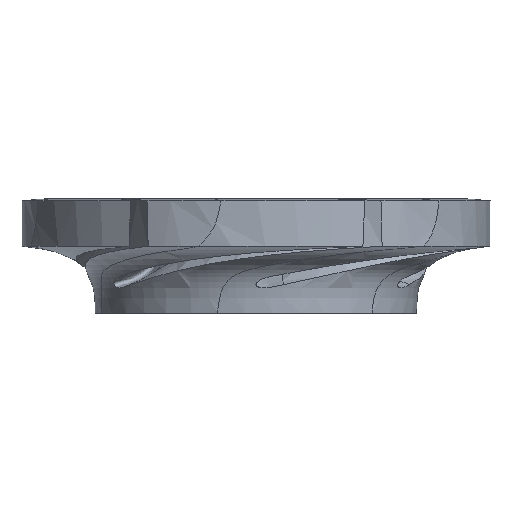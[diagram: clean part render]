
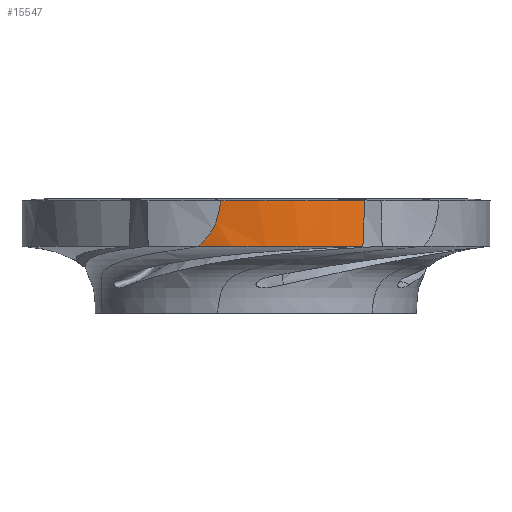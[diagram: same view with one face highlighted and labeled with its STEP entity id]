
A CAD part, left-side view. The second image highlights one B-rep face of the part: STEP entity #15547.
In plain terms, the highlighted cylindrical face has radius 20.825 mm (diameter 41.649 mm), a partial arc.
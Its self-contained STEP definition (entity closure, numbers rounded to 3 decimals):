
#13003 = VERTEX_POINT('',#13004);
#13004 = CARTESIAN_POINT('',(-20.589,3.121,
    10.003));
#13729 = VERTEX_POINT('',#13730);
#13730 = CARTESIAN_POINT('',(-18.447,-9.664,
    10.003));
#13931 = EDGE_CURVE('',#13003,#13729,#13932,.T.);
#13932 = CIRCLE('',#13933,20.825);
#13933 = AXIS2_PLACEMENT_3D('',#13934,#13935,#13936);
#13934 = CARTESIAN_POINT('',(0.,0.,10.003));
#13935 = DIRECTION('',(-0.,0.,1.));
#13936 = DIRECTION('',(0.974,-0.229,0.));
#14635 = EDGE_CURVE('',#13729,#14636,#14638,.T.);
#14636 = VERTEX_POINT('',#14637);
#14637 = CARTESIAN_POINT('',(-18.529,-9.506,
    5.963));
#14638 = B_SPLINE_CURVE_WITH_KNOTS('',5,(#14639,#14640,#14641,#14642,
    #14643,#14644,#14645,#14646,#14647,#14648),.UNSPECIFIED.,.F.,.F.,(6,
    4,6),(0.,0.435,1.),.UNSPECIFIED.);
#14639 = CARTESIAN_POINT('',(-18.447,-9.664,
    10.003));
#14640 = CARTESIAN_POINT('',(-18.451,-9.655,
    9.651));
#14641 = CARTESIAN_POINT('',(-18.456,-9.647,
    9.3));
#14642 = CARTESIAN_POINT('',(-18.46,-9.637,
    8.949));
#14643 = CARTESIAN_POINT('',(-18.466,-9.627,
    8.598));
#14644 = CARTESIAN_POINT('',(-18.48,-9.6,
    7.789));
#14645 = CARTESIAN_POINT('',(-18.49,-9.582,
    7.333));
#14646 = CARTESIAN_POINT('',(-18.501,-9.56,6.876
    ));
#14647 = CARTESIAN_POINT('',(-18.514,-9.535,
    6.419));
#14648 = CARTESIAN_POINT('',(-18.529,-9.505,
    5.963));
#15547 = ADVANCED_FACE('[Impeller_1] Flow domain Outflow',(#15548),
  #15602,.T.);
#15548 = FACE_BOUND('',#15549,.F.);
#15549 = EDGE_LOOP('',(#15550,#15593,#15594,#15595));
#15550 = ORIENTED_EDGE('',*,*,#15551,.F.);
#15551 = EDGE_CURVE('',#13003,#15552,#15554,.T.);
#15552 = VERTEX_POINT('',#15553);
#15553 = CARTESIAN_POINT('',(-20.184,5.13,
    5.963));
#15554 = B_SPLINE_CURVE_WITH_KNOTS('',7,(#15555,#15556,#15557,#15558,
    #15559,#15560,#15561,#15562,#15563,#15564,#15565,#15566,#15567,
    #15568,#15569,#15570,#15571,#15572,#15573,#15574,#15575,#15576,
    #15577,#15578,#15579,#15580,#15581,#15582,#15583,#15584,#15585,
    #15586,#15587,#15588,#15589,#15590,#15591,#15592),.UNSPECIFIED.,.F.,
  .F.,(8,6,6,6,6,6,8),(0.,0.28,0.412,0.477,
    0.529,0.897,1.),.UNSPECIFIED.);
#15555 = CARTESIAN_POINT('',(-20.589,3.121,
    10.003));
#15556 = CARTESIAN_POINT('',(-20.586,3.142,9.853
    ));
#15557 = CARTESIAN_POINT('',(-20.583,3.164,
    9.703));
#15558 = CARTESIAN_POINT('',(-20.579,3.188,
    9.554));
#15559 = CARTESIAN_POINT('',(-20.575,3.215,9.405
    ));
#15560 = CARTESIAN_POINT('',(-20.571,3.244,
    9.256));
#15561 = CARTESIAN_POINT('',(-20.566,3.275,
    9.107));
#15562 = CARTESIAN_POINT('',(-20.557,3.326,
    8.888));
#15563 = CARTESIAN_POINT('',(-20.555,3.343,
    8.818));
#15564 = CARTESIAN_POINT('',(-20.552,3.361,8.749
    ));
#15565 = CARTESIAN_POINT('',(-20.549,3.379,
    8.679));
#15566 = CARTESIAN_POINT('',(-20.545,3.399,
    8.609));
#15567 = CARTESIAN_POINT('',(-20.542,3.419,8.54
    ));
#15568 = CARTESIAN_POINT('',(-20.537,3.45,
    8.437));
#15569 = CARTESIAN_POINT('',(-20.535,3.461,
    8.403));
#15570 = CARTESIAN_POINT('',(-20.533,3.471,
    8.369));
#15571 = CARTESIAN_POINT('',(-20.532,3.482,
    8.336));
#15572 = CARTESIAN_POINT('',(-20.53,3.493,
    8.303));
#15573 = CARTESIAN_POINT('',(-20.528,3.504,
    8.27));
#15574 = CARTESIAN_POINT('',(-20.524,3.524,
    8.211));
#15575 = CARTESIAN_POINT('',(-20.522,3.537,
    8.176));
#15576 = CARTESIAN_POINT('',(-20.52,3.551,
    8.138));
#15577 = CARTESIAN_POINT('',(-20.517,3.564,
    8.101));
#15578 = CARTESIAN_POINT('',(-20.515,3.577,
    8.068));
#15579 = CARTESIAN_POINT('',(-20.513,3.589,
    8.036));
#15580 = CARTESIAN_POINT('',(-20.493,3.703,
    7.749));
#15581 = CARTESIAN_POINT('',(-20.472,3.819,
    7.501));
#15582 = CARTESIAN_POINT('',(-20.447,3.953,
    7.258));
#15583 = CARTESIAN_POINT('',(-20.417,4.105,
    7.02));
#15584 = CARTESIAN_POINT('',(-20.382,4.278,
    6.79));
#15585 = CARTESIAN_POINT('',(-20.34,4.471,
    6.569));
#15586 = CARTESIAN_POINT('',(-20.278,4.743,
    6.299));
#15587 = CARTESIAN_POINT('',(-20.263,4.804,
    6.241));
#15588 = CARTESIAN_POINT('',(-20.248,4.866,
    6.184));
#15589 = CARTESIAN_POINT('',(-20.233,4.93,
    6.127));
#15590 = CARTESIAN_POINT('',(-20.217,4.995,
    6.071));
#15591 = CARTESIAN_POINT('',(-20.2,5.062,
    6.017));
#15592 = CARTESIAN_POINT('',(-20.183,5.13,
    5.963));
#15593 = ORIENTED_EDGE('',*,*,#13931,.T.);
#15594 = ORIENTED_EDGE('',*,*,#14635,.T.);
#15595 = ORIENTED_EDGE('',*,*,#15596,.F.);
#15596 = EDGE_CURVE('',#15552,#14636,#15597,.T.);
#15597 = CIRCLE('',#15598,20.825);
#15598 = AXIS2_PLACEMENT_3D('',#15599,#15600,#15601);
#15599 = CARTESIAN_POINT('',(0.,0.,5.963));
#15600 = DIRECTION('',(-0.,0.,1.));
#15601 = DIRECTION('',(0.974,-0.229,0.));
#15602 = CYLINDRICAL_SURFACE('',#15603,20.825);
#15603 = AXIS2_PLACEMENT_3D('',#15604,#15605,#15606);
#15604 = CARTESIAN_POINT('',(0.,0.,10.003));
#15605 = DIRECTION('',(-0.,0.,-1.));
#15606 = DIRECTION('',(0.974,-0.229,0.));
